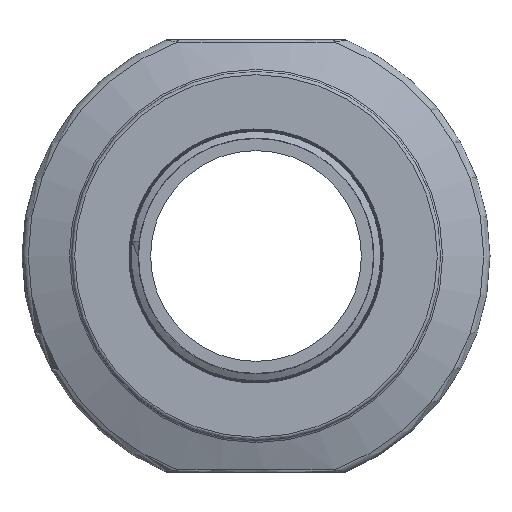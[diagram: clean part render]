
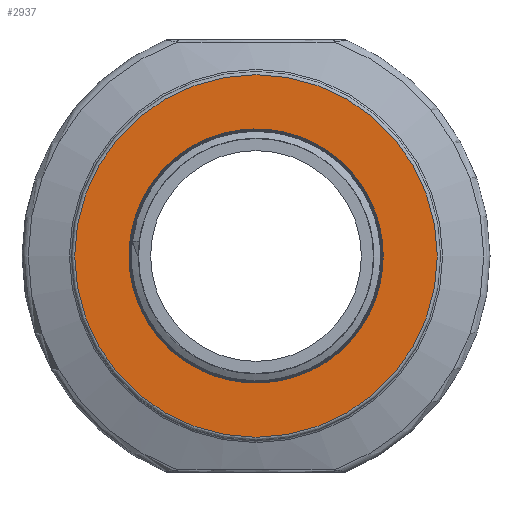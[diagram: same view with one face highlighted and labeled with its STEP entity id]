
A CAD part, left-side view. The second image highlights one B-rep face of the part: STEP entity #2937.
In plain terms, the highlighted planar face has unit normal (-1, 0, 0).
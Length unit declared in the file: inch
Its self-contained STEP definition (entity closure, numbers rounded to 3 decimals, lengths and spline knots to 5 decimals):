
#2837=CARTESIAN_POINT('',(-0.49307,1.72,0.0));
#2838=VERTEX_POINT('',#2837);
#2839=CARTESIAN_POINT('',(-0.49307,0.0,0.0));
#2840=DIRECTION('',(1.0,0.0,0.0));
#2841=DIRECTION('',(0.0,-1.0,0.0));
#2842=AXIS2_PLACEMENT_3D('',#2839,#2840,#2841);
#2843=CIRCLE('',#2842,1.72);
#2844=EDGE_CURVE('',#2838,#2838,#2843,.T.);
#2852=CARTESIAN_POINT('',(-0.49307,1.44659,0.0));
#2853=DIRECTION('',(-1.0,0.0,0.0));
#2854=DIRECTION('',(0.0,0.0,1.0));
#2855=AXIS2_PLACEMENT_3D('',#2852,#2853,#2854);
#2856=PLANE('',#2855);
#2857=ORIENTED_EDGE('',*,*,#2844,.F.);
#2858=EDGE_LOOP('',(#2857));
#2859=FACE_OUTER_BOUND('',#2858,.T.);
#2860=CARTESIAN_POINT('',(-0.49307,-0.65476,-1.01295));
#2861=VERTEX_POINT('',#2860);
#2862=CARTESIAN_POINT('',(-0.49307,0.9864,0.57783));
#2863=VERTEX_POINT('',#2862);
#2864=CARTESIAN_POINT('',(-0.49307,-0.6547,-1.01289));
#2865=CARTESIAN_POINT('',(-0.49307,-0.58642,-1.05521));
#2866=CARTESIAN_POINT('',(-0.49307,-0.51432,-1.09057));
#2867=CARTESIAN_POINT('',(-0.49307,-0.43938,-1.11833));
#2868=CARTESIAN_POINT('',(-0.49307,-0.25463,-1.18677));
#2869=CARTESIAN_POINT('',(-0.49307,-0.05213,-1.20887));
#2870=CARTESIAN_POINT('',(-0.49307,0.14321,-1.18125));
#2871=CARTESIAN_POINT('',(-0.49307,0.33658,-1.15391));
#2872=CARTESIAN_POINT('',(-0.49307,0.52298,-1.07807));
#2873=CARTESIAN_POINT('',(-0.49307,0.68044,-0.9619));
#2874=CARTESIAN_POINT('',(-0.49307,0.82465,-0.8555));
#2875=CARTESIAN_POINT('',(-0.49307,0.94363,-0.71599));
#2876=CARTESIAN_POINT('',(-0.49307,1.02587,-0.55726));
#2877=CARTESIAN_POINT('',(-0.49307,1.03258,-0.54431));
#2878=CARTESIAN_POINT('',(-0.49307,1.03905,-0.53123));
#2879=CARTESIAN_POINT('',(-0.49307,1.04526,-0.51804));
#2880=CARTESIAN_POINT('',(-0.49307,1.12676,-0.3449));
#2881=CARTESIAN_POINT('',(-0.49307,1.16482,-0.15077));
#2882=CARTESIAN_POINT('',(-0.49307,1.15423,0.0403));
#2883=CARTESIAN_POINT('',(-0.49307,1.14481,0.21032));
#2884=CARTESIAN_POINT('',(-0.49307,1.09691,0.3784));
#2885=CARTESIAN_POINT('',(-0.49307,1.01517,0.52816));
#2886=CARTESIAN_POINT('',(-0.49307,1.00601,0.54494));
#2887=CARTESIAN_POINT('',(-0.49307,0.99642,0.5615));
#2888=CARTESIAN_POINT('',(-0.49307,0.9864,0.57783));
#2889=B_SPLINE_CURVE_WITH_KNOTS('',3,(#2864,#2865,#2866,#2867,#2868,#2869,#2870,#2871,#2872,#2873,#2874,#2875,#2876,#2877,#2878,#2879,#2880,#2881,#2882,#2883,#2884,#2885,#2886,#2887,#2888),.UNSPECIFIED.,.F.,.U.,(4,3,3,3,3,3,3,3,4),(0.0,0.61201,2.12099,3.61471,4.9828,5.09448,6.56015,7.86431,8.01042),.UNSPECIFIED.);
#2890=EDGE_CURVE('',#2861,#2863,#2889,.T.);
#2891=ORIENTED_EDGE('',*,*,#2890,.T.);
#2892=CARTESIAN_POINT('',(-0.49307,0.48525,1.03509));
#2893=VERTEX_POINT('',#2892);
#2894=CARTESIAN_POINT('',(-0.49307,0.0,0.0));
#2895=DIRECTION('',(1.0,0.0,0.0));
#2896=DIRECTION('',(0.0,1.0,0.0));
#2897=AXIS2_PLACEMENT_3D('',#2894,#2895,#2896);
#2898=CIRCLE('',#2897,1.14318);
#2899=EDGE_CURVE('',#2863,#2893,#2898,.T.);
#2900=ORIENTED_EDGE('',*,*,#2899,.T.);
#2901=CARTESIAN_POINT('',(-0.49307,-1.01955,-0.6441));
#2902=VERTEX_POINT('',#2901);
#2903=CARTESIAN_POINT('',(-0.49307,0.48523,1.03511));
#2904=CARTESIAN_POINT('',(-0.49307,0.44988,1.05265));
#2905=CARTESIAN_POINT('',(-0.49307,0.41373,1.06832));
#2906=CARTESIAN_POINT('',(-0.49307,0.37689,1.08204));
#2907=CARTESIAN_POINT('',(-0.49307,0.19928,1.14818));
#2908=CARTESIAN_POINT('',(-0.49307,0.0046,1.16928));
#2909=CARTESIAN_POINT('',(-0.49307,-0.18299,1.1433));
#2910=CARTESIAN_POINT('',(-0.49307,-0.37248,1.11705));
#2911=CARTESIAN_POINT('',(-0.49307,-0.55574,1.04269));
#2912=CARTESIAN_POINT('',(-0.49307,-0.71042,0.9295));
#2913=CARTESIAN_POINT('',(-0.49307,-0.86657,0.81524));
#2914=CARTESIAN_POINT('',(-0.49307,-0.99367,0.66164));
#2915=CARTESIAN_POINT('',(-0.49307,-1.07713,0.48662));
#2916=CARTESIAN_POINT('',(-0.49307,-1.15291,0.32771));
#2917=CARTESIAN_POINT('',(-0.49307,-1.1923,0.15222));
#2918=CARTESIAN_POINT('',(-0.49307,-1.19254,-0.02366));
#2919=CARTESIAN_POINT('',(-0.49307,-1.19257,-0.04345));
#2920=CARTESIAN_POINT('',(-0.49307,-1.1921,-0.06324));
#2921=CARTESIAN_POINT('',(-0.49307,-1.19112,-0.083));
#2922=CARTESIAN_POINT('',(-0.49307,-1.18142,-0.28008));
#2923=CARTESIAN_POINT('',(-0.49307,-1.1219,-0.47459));
#2924=CARTESIAN_POINT('',(-0.49307,-1.01955,-0.6441));
#2925=B_SPLINE_CURVE_WITH_KNOTS('',3,(#2903,#2904,#2905,#2906,#2907,#2908,#2909,#2910,#2911,#2912,#2913,#2914,#2915,#2916,#2917,#2918,#2919,#2920,#2921,#2922,#2923,#2924),.UNSPECIFIED.,.F.,.U.,(4,3,3,3,3,3,3,4),(0.0,0.30067,1.75054,3.21515,4.69373,6.0363,6.1874,7.69468),.UNSPECIFIED.);
#2926=EDGE_CURVE('',#2893,#2902,#2925,.T.);
#2927=ORIENTED_EDGE('',*,*,#2926,.T.);
#2928=CARTESIAN_POINT('',(-0.49307,-1.01961,-0.64411));
#2929=CARTESIAN_POINT('',(-0.49307,-0.92637,-0.79149));
#2930=CARTESIAN_POINT('',(-0.49307,-0.80124,-0.9182));
#2931=CARTESIAN_POINT('',(-0.49307,-0.65476,-1.01295));
#2932=B_SPLINE_CURVE_WITH_KNOTS('',3,(#2928,#2929,#2930,#2931),.UNSPECIFIED.,.F.,.U.,(4,4),(0.0,1.32934),.UNSPECIFIED.);
#2933=EDGE_CURVE('',#2902,#2861,#2932,.T.);
#2934=ORIENTED_EDGE('',*,*,#2933,.T.);
#2935=EDGE_LOOP('',(#2891,#2900,#2927,#2934));
#2936=FACE_BOUND('',#2935,.T.);
#2937=ADVANCED_FACE('',(#2859,#2936),#2856,.T.);
